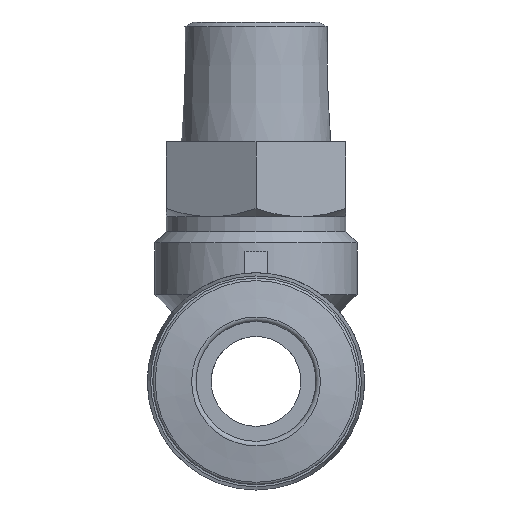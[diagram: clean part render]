
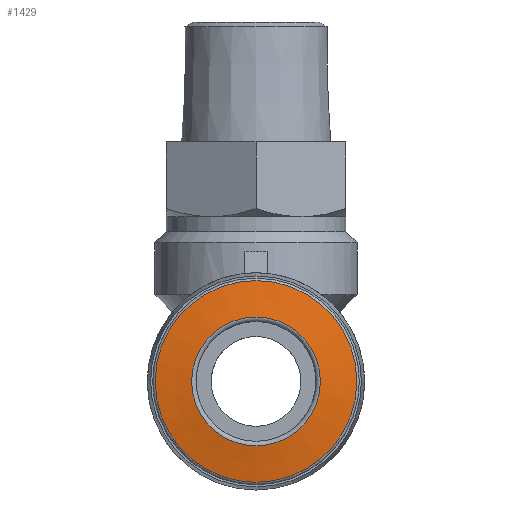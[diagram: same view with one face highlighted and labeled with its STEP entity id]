
A CAD part, left-side view. The second image highlights one B-rep face of the part: STEP entity #1429.
In plain terms, the highlighted conical face has half-angle 80 degrees and reference radius 4.3 mm.
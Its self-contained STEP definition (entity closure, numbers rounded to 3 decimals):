
#131=CONICAL_SURFACE('',#1522,4.3,1.396);
#203=ORIENTED_EDGE('',*,*,#439,.F.);
#204=ORIENTED_EDGE('',*,*,#440,.T.);
#439=EDGE_CURVE('',#552,#552,#619,.T.);
#440=EDGE_CURVE('',#553,#553,#620,.T.);
#552=VERTEX_POINT('',#2106);
#553=VERTEX_POINT('',#2108);
#619=CIRCLE('',#1523,6.735);
#620=CIRCLE('',#1524,4.3);
#676=EDGE_LOOP('',(#203));
#677=EDGE_LOOP('',(#204));
#794=FACE_BOUND('',#676,.T.);
#795=FACE_BOUND('',#677,.T.);
#1429=ADVANCED_FACE('',(#794,#795),#131,.T.);
#1522=AXIS2_PLACEMENT_3D('',#2104,#1688,#1689);
#1523=AXIS2_PLACEMENT_3D('',#2105,#1690,#1691);
#1524=AXIS2_PLACEMENT_3D('',#2107,#1692,#1693);
#1688=DIRECTION('',(1.,0.,0.));
#1689=DIRECTION('',(0.,0.,-1.));
#1690=DIRECTION('',(1.,0.,0.));
#1691=DIRECTION('',(0.,0.,-1.));
#1692=DIRECTION('',(1.,0.,0.));
#1693=DIRECTION('',(0.,0.,-1.));
#2104=CARTESIAN_POINT('',(-22.7,0.,0.));
#2105=CARTESIAN_POINT('',(-22.271,0.,0.));
#2106=CARTESIAN_POINT('',(-22.271,0.,-6.735));
#2107=CARTESIAN_POINT('',(-22.7,0.,0.));
#2108=CARTESIAN_POINT('',(-22.7,0.,-4.3));
